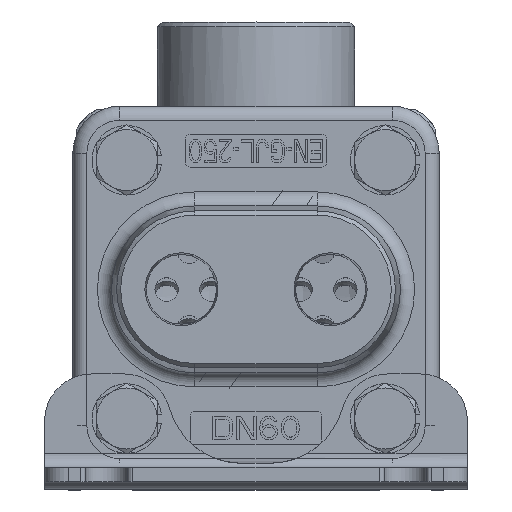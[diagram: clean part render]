
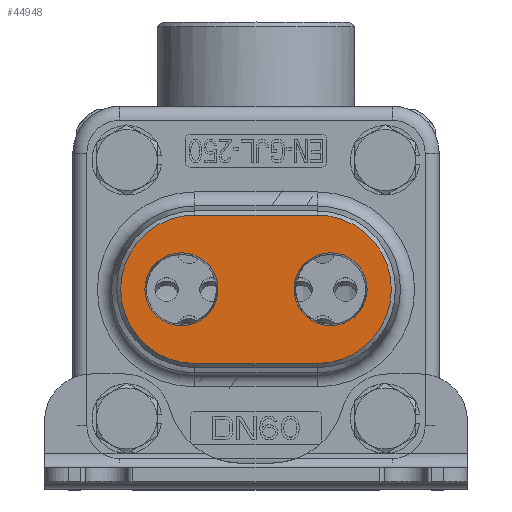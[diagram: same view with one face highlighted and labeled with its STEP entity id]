
A CAD part, top view. The second image highlights one B-rep face of the part: STEP entity #44948.
In plain terms, the highlighted planar face has unit normal (0, 0, 1).
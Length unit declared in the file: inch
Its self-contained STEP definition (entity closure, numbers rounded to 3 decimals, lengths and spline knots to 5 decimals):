
#36243=CARTESIAN_POINT('',(0.,13.,16.));
#36244=DIRECTION('',(0.,0.,1.));
#36245=DIRECTION('',(1.,0.,0.));
#36246=AXIS2_PLACEMENT_3D('',#36243,#36244,#36245);
#36248=DIRECTION('',(0.,1.,0.));
#36249=VECTOR('',#36248,26.);
#36250=CARTESIAN_POINT('',(15.80018,-13.,16.));
#36251=LINE('',#36250,#36249);
#36252=CARTESIAN_POINT('',(0.,-13.,16.));
#36253=DIRECTION('',(0.,0.,1.));
#36254=DIRECTION('',(-1.,0.,0.));
#36255=AXIS2_PLACEMENT_3D('',#36252,#36253,#36254);
#36257=DIRECTION('',(0.,-1.,0.));
#36258=VECTOR('',#36257,26.);
#36259=CARTESIAN_POINT('',(-15.80018,13.,16.));
#36260=LINE('',#36259,#36258);
#36261=CARTESIAN_POINT('',(0.,15.875,16.));
#36262=DIRECTION('',(0.,0.,1.));
#36263=DIRECTION('',(-1.,0.,0.));
#36264=AXIS2_PLACEMENT_3D('',#36261,#36262,#36263);
#36266=CARTESIAN_POINT('',(0.,15.875,16.));
#36267=DIRECTION('',(0.,0.,1.));
#36268=DIRECTION('',(1.,0.,0.));
#36269=AXIS2_PLACEMENT_3D('',#36266,#36267,#36268);
#36271=CARTESIAN_POINT('',(0.,-15.875,16.));
#36272=DIRECTION('',(0.,0.,-1.));
#36273=DIRECTION('',(-1.,0.,0.));
#36274=AXIS2_PLACEMENT_3D('',#36271,#36272,#36273);
#36276=CARTESIAN_POINT('',(0.,-15.875,16.));
#36277=DIRECTION('',(0.,0.,-1.));
#36278=DIRECTION('',(1.,0.,0.));
#36279=AXIS2_PLACEMENT_3D('',#36276,#36277,#36278);
#42553=CARTESIAN_POINT('',(15.80018,13.,16.));
#42554=CARTESIAN_POINT('',(-15.80018,13.,16.));
#42555=VERTEX_POINT('',#42553);
#42556=VERTEX_POINT('',#42554);
#42557=CARTESIAN_POINT('',(-15.80018,-13.,16.));
#42558=VERTEX_POINT('',#42557);
#42559=CARTESIAN_POINT('',(15.80018,-13.,16.));
#42560=VERTEX_POINT('',#42559);
#42617=CARTESIAN_POINT('',(-7.7725,15.875,16.));
#42618=CARTESIAN_POINT('',(7.7725,15.875,16.));
#42619=VERTEX_POINT('',#42617);
#42620=VERTEX_POINT('',#42618);
#42629=CARTESIAN_POINT('',(-7.7725,-15.875,16.));
#42630=CARTESIAN_POINT('',(7.7725,-15.875,16.));
#42631=VERTEX_POINT('',#42629);
#42632=VERTEX_POINT('',#42630);
#44924=CARTESIAN_POINT('',(0.,0.,16.));
#44925=DIRECTION('',(0.,0.,1.));
#44926=DIRECTION('',(0.,1.,0.));
#44927=AXIS2_PLACEMENT_3D('',#44924,#44925,#44926);
#44928=PLANE('',#44927);
#44930=ORIENTED_EDGE('',*,*,#44929,.F.);
#44932=ORIENTED_EDGE('',*,*,#44931,.F.);
#44934=ORIENTED_EDGE('',*,*,#44933,.F.);
#44936=ORIENTED_EDGE('',*,*,#44935,.F.);
#44937=EDGE_LOOP('',(#44930,#44932,#44934,#44936));
#44938=FACE_OUTER_BOUND('',#44937,.F.);
#44939=ORIENTED_EDGE('',*,*,#43887,.T.);
#44940=ORIENTED_EDGE('',*,*,#43904,.T.);
#44941=EDGE_LOOP('',(#44939,#44940));
#44942=FACE_BOUND('',#44941,.F.);
#44944=ORIENTED_EDGE('',*,*,#44943,.F.);
#44945=ORIENTED_EDGE('',*,*,#43809,.F.);
#44946=EDGE_LOOP('',(#44944,#44945));
#44947=FACE_BOUND('',#44946,.F.);
#44948=ADVANCED_FACE('',(#44938,#44942,#44947),#44928,.T.);
#36247=CIRCLE('',#36246,15.80018);
#36256=CIRCLE('',#36255,15.80018);
#36265=CIRCLE('',#36264,7.7725);
#36270=CIRCLE('',#36269,7.7725);
#36275=CIRCLE('',#36274,7.7725);
#36280=CIRCLE('',#36279,7.7725);
#43809=EDGE_CURVE('',#42632,#42631,#36280,.T.);
#43887=EDGE_CURVE('',#42619,#42620,#36265,.T.);
#43904=EDGE_CURVE('',#42620,#42619,#36270,.T.);
#44929=EDGE_CURVE('',#42555,#42556,#36247,.T.);
#44931=EDGE_CURVE('',#42560,#42555,#36251,.T.);
#44933=EDGE_CURVE('',#42558,#42560,#36256,.T.);
#44935=EDGE_CURVE('',#42556,#42558,#36260,.T.);
#44943=EDGE_CURVE('',#42631,#42632,#36275,.T.);
